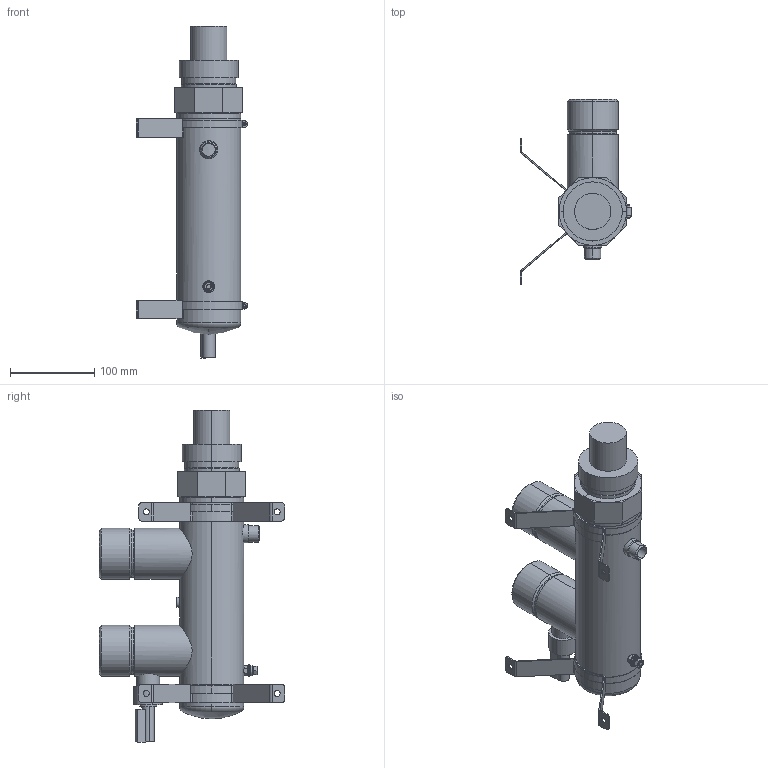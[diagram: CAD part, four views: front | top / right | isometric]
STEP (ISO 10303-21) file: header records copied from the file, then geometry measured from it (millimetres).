
FILE_DESCRIPTION (( 'STEP AP203' ), '1' );
FILE_NAME ('ÓÔÌ.03L.000.00.000ÑÁ - Óñòàíîâêà ÓÔ-îáðàáîòêè âîäû UVM-300.STEP', '2023-08-30T07:02:09', ( '' ), ( '' ), 'SwSTEP 2.0', 'SolidWorks 2016', '' );
FILE_SCHEMA (( 'CONFIG_CONTROL_DESIGN' ));
Length unit declared in the file: millimetre
Products named in the file (1): ÓÔÌ.03L.000.00.000ÑÁ - Óñòàíîâêà ÓÔ-îáðàáîòêè âîäû UVM-300
Bounding box: 131.7 x 219.71 x 393.11 mm (x, y, z)
Volume: 1688365.2 mm3; surface area: 209725.6 mm2
Topology: 13 solids, 13 shells, 360 faces, 793 edges, 476 vertices
Faces by surface type: plane 158, cylinder 134, cone 52, torus 14, sphere 2
Entity records: 11395 total; most frequent: CARTESIAN_POINT 3301, DIRECTION 1759, ORIENTED_EDGE 1582, EDGE_CURVE 791, AXIS2_PLACEMENT_3D 681, VERTEX_POINT 476, EDGE_LOOP 401, VECTOR 397
